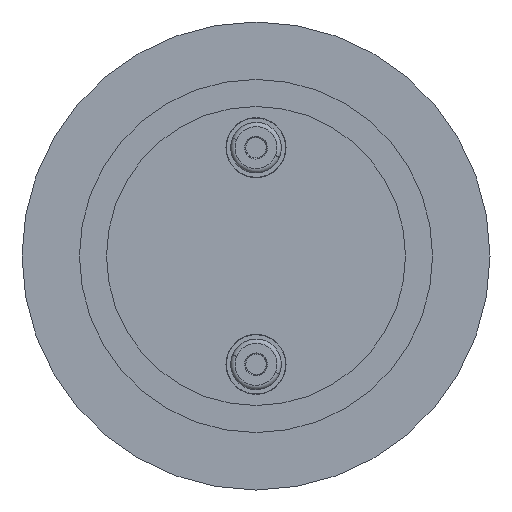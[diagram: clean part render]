
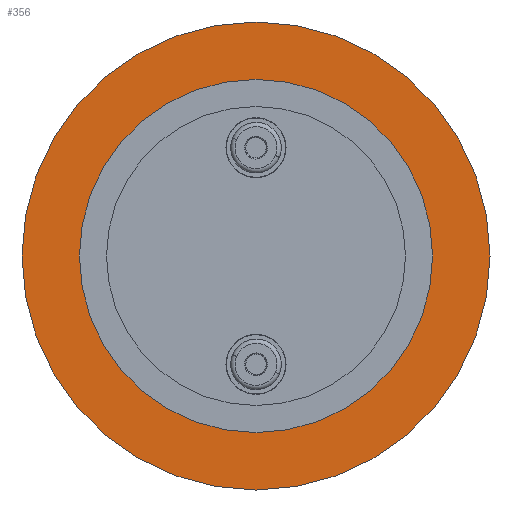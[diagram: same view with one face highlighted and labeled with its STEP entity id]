
A CAD part, front view. The second image highlights one B-rep face of the part: STEP entity #356.
In plain terms, the highlighted planar face has unit normal (0, -1, 0).
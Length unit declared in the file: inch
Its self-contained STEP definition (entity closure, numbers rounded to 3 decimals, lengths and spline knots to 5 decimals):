
#18 = CARTESIAN_POINT ( 'NONE',  ( 0.05108, 0., -0.06676 ) ) ;
#19 = DIRECTION ( 'NONE',  ( 0., 1., 0. ) ) ;
#20 = DIRECTION ( 'NONE',  ( 1., 0., 0. ) ) ;
#47 = CARTESIAN_POINT ( 'NONE',  ( 0.05108, 0., -0.06676 ) ) ;
#48 = DIRECTION ( 'NONE',  ( 0., -1., 0. ) ) ;
#49 = DIRECTION ( 'NONE',  ( -1., 0., 0. ) ) ;
#151 = EDGE_CURVE ( 'NONE', #3474, #3448, #2545, .T. ) ;
#187 = CARTESIAN_POINT ( 'NONE',  ( 0.05108, 0., -0.06676 ) ) ;
#356 = ADVANCED_FACE ( 'NONE', ( #2487, #2483 ), #2244, .F. ) ;
#427 = EDGE_CURVE ( 'NONE', #3627, #3454, #3504, .T. ) ;
#538 = DIRECTION ( 'NONE',  ( 0., -1., 0. ) ) ;
#539 = DIRECTION ( 'NONE',  ( -1., 0., 0. ) ) ;
#596 = CARTESIAN_POINT ( 'NONE',  ( 1.13108, 0., -0.06676 ) ) ;
#631 = CARTESIAN_POINT ( 'NONE',  ( 0.05108, 0., -0.06676 ) ) ;
#632 = DIRECTION ( 'NONE',  ( 0., 1., 0. ) ) ;
#633 = DIRECTION ( 'NONE',  ( 1., 0., 0. ) ) ;
#1058 = CARTESIAN_POINT ( 'NONE',  ( 0.86608, 0., -0.06676 ) ) ;
#1064 = CARTESIAN_POINT ( 'NONE',  ( -1.02892, 0., -0.06676 ) ) ;
#1084 = CARTESIAN_POINT ( 'NONE',  ( -0.76392, 0., -0.06676 ) ) ;
#1272 = AXIS2_PLACEMENT_3D ( 'NONE', #631, #632, #633 ) ;
#1300 = EDGE_CURVE ( 'NONE', #3448, #3474, #3266, .T. ) ;
#1688 = AXIS2_PLACEMENT_3D ( 'NONE', #187, #538, #539 ) ;
#1719 = AXIS2_PLACEMENT_3D ( 'NONE', #2236, #2246, #2247 ) ;
#2236 = CARTESIAN_POINT ( 'NONE',  ( 0.05108, 0., -0.06676 ) ) ;
#2244 = PLANE ( 'NONE',  #1719 ) ;
#2246 = DIRECTION ( 'NONE',  ( 0., 1., 0. ) ) ;
#2247 = DIRECTION ( 'NONE',  ( 1., 0., 0. ) ) ;
#2304 = AXIS2_PLACEMENT_3D ( 'NONE', #18, #19, #20 ) ;
#2309 = AXIS2_PLACEMENT_3D ( 'NONE', #47, #48, #49 ) ;
#2483 = FACE_OUTER_BOUND ( 'NONE', #3571, .T. ) ;
#2487 = FACE_BOUND ( 'NONE', #3559, .T. ) ;
#2545 = CIRCLE ( 'NONE', #1688, 0.815 ) ;
#2620 = ORIENTED_EDGE ( 'NONE', *, *, #151, .F. ) ;
#3037 = ORIENTED_EDGE ( 'NONE', *, *, #1300, .F. ) ;
#3044 = ORIENTED_EDGE ( 'NONE', *, *, #3759, .F. ) ;
#3084 = ORIENTED_EDGE ( 'NONE', *, *, #427, .F. ) ;
#3266 = CIRCLE ( 'NONE', #2309, 0.815 ) ;
#3448 = VERTEX_POINT ( 'NONE', #1058 ) ;
#3454 = VERTEX_POINT ( 'NONE', #1064 ) ;
#3474 = VERTEX_POINT ( 'NONE', #1084 ) ;
#3504 = CIRCLE ( 'NONE', #2304, 1.08 ) ;
#3559 = EDGE_LOOP ( 'NONE', ( #2620, #3037 ) ) ;
#3571 = EDGE_LOOP ( 'NONE', ( #3044, #3084 ) ) ;
#3627 = VERTEX_POINT ( 'NONE', #596 ) ;
#3759 = EDGE_CURVE ( 'NONE', #3454, #3627, #3930, .T. ) ;
#3930 = CIRCLE ( 'NONE', #1272, 1.08 ) ;
